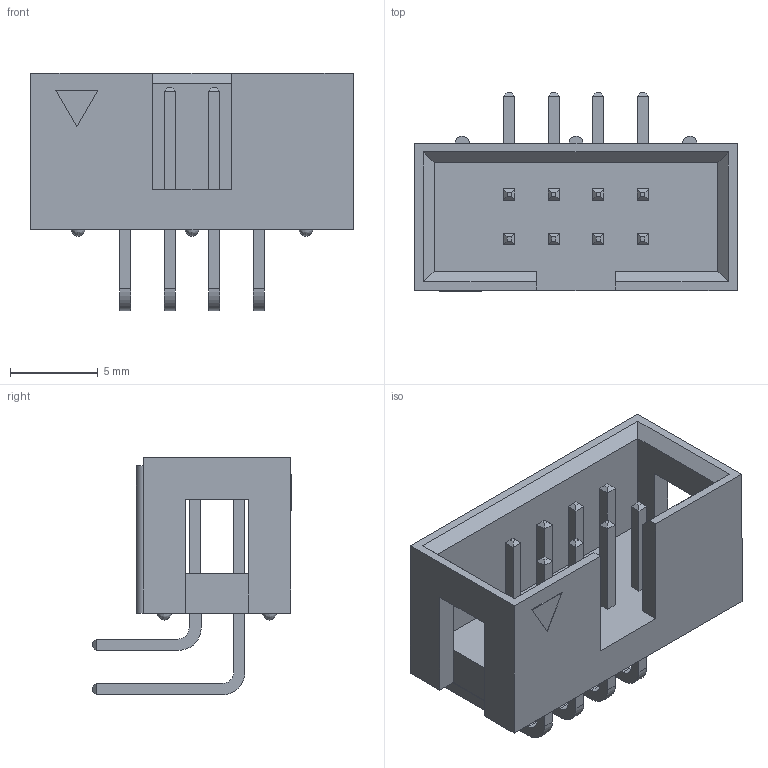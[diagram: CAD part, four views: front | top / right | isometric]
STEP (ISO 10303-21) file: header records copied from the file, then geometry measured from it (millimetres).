
FILE_DESCRIPTION (( 'STEP AP214' ), '1' );
FILE_NAME ('User Library-IDC Socket Male 8pin Angled THT Goldplated 2.54mm.STEP', '2020-09-09T21:30:42', ( '' ), ( '' ), 'SwSTEP 2.0', 'SolidWorks 2020', '' );
FILE_SCHEMA (( 'AUTOMOTIVE_DESIGN' ));
Length unit declared in the file: millimetre
Products named in the file (1): User Library-IDC Socket Male 8pin Angled THT Goldplated 2.54mm
Bounding box: 18.4 x 11.35 x 13.56 mm (x, y, z)
Surface area: 1328.5 mm2 (no closed solid volume)
Topology: 0 solids, 6 shells, 225 faces, 574 edges, 360 vertices
Faces by surface type: plane 200, cylinder 19, bspline 6
Entity records: 9095 total; most frequent: CARTESIAN_POINT 1238, ORIENTED_EDGE 1092, DIRECTION 1052, EDGE_CURVE 562, LINE 512, VECTOR 512, VERTEX_POINT 360, AXIS2_PLACEMENT_3D 270
